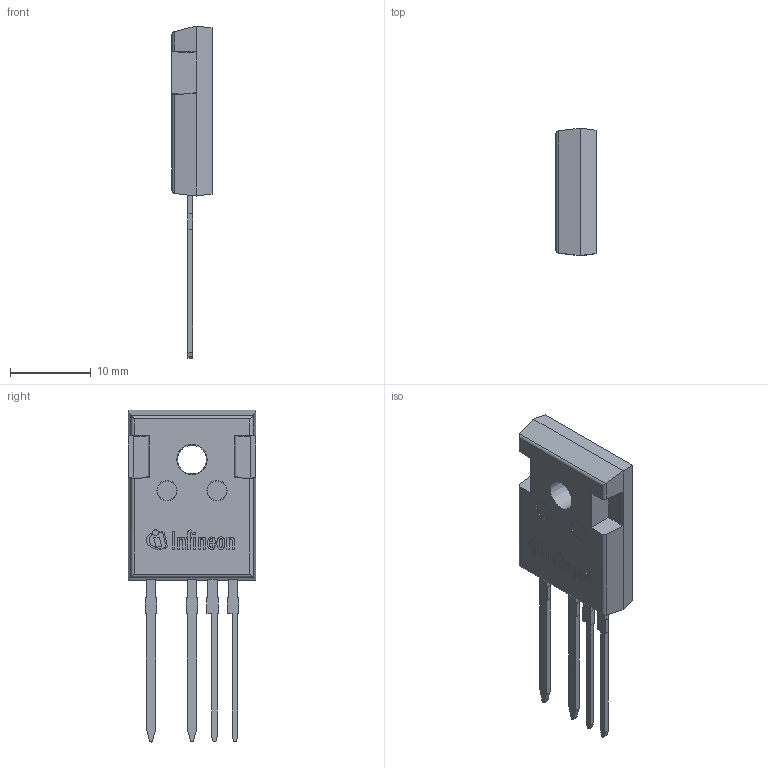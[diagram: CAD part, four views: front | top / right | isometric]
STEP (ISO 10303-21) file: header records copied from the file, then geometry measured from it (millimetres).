
FILE_DESCRIPTION(/* description */ (''),/* implementation_level */ '2;1');
FILE_NAME(/* name */ '1.stp',/* time_stamp */ '2024-07-30T11:22:23+05:30',/* author */ ('sivamani'),/* organization */ (''),/* preprocessor_version */ 'ST-DEVELOPER v19.2',/* originating_system */ 'AutoCAD Mechanical',/* authorisation */ '');
FILE_SCHEMA (('AUTOMOTIVE_DESIGN { 1 0 10303 214 3 1 1 }'));
Length unit declared in the file: millimetre
Products named in the file (1): Product
Bounding box: 5.01 x 15.8 x 41.2 mm (x, y, z)
Volume: 1515.3 mm3; surface area: 1977.2 mm2
Topology: 18 solids, 18 shells, 334 faces, 880 edges, 582 vertices
Faces by surface type: plane 201, cylinder 130, torus 2, cone 1
Full cylindrical faces by diameter (mm): 0.355 x1, 0.732 x1, 2.5 x2, 7.4 x2
Entity records: 10385 total; most frequent: DIRECTION 1816, CARTESIAN_POINT 1797, ORIENTED_EDGE 1760, EDGE_CURVE 880, LINE 614, VECTOR 614, AXIS2_PLACEMENT_3D 601, VERTEX_POINT 582
